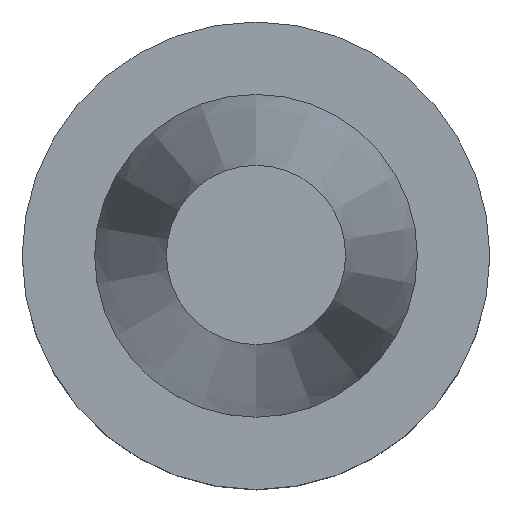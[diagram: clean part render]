
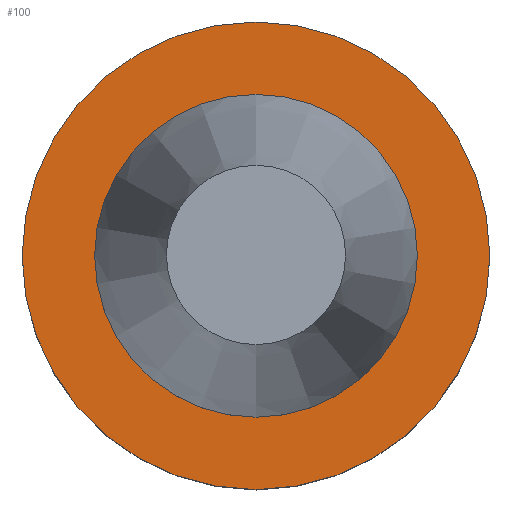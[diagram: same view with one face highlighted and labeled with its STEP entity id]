
A CAD part, top view. The second image highlights one B-rep face of the part: STEP entity #100.
In plain terms, the highlighted planar face has unit normal (0, 0, 1).
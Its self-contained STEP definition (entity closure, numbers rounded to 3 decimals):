
#72=EDGE_CURVE('Unnamed[1]',#178,#178,#179,.T.);
#79=EDGE_CURVE('Unnamed[1]',#189,#189,#190,.T.);
#100=ADVANCED_FACE('Unnamed[1]',(#219,#220),#221,.T.);
#178=VERTEX_POINT('',#318);
#179=CIRCLE('',#319,23.0);
#189=VERTEX_POINT('',#332);
#190=CIRCLE('',#333,15.875);
#219=FACE_OUTER_BOUND('',#369,.T.);
#220=FACE_BOUND('',#370,.T.);
#221=PLANE('',#371);
#318=CARTESIAN_POINT('',(0.,23.0,-1.));
#319=AXIS2_PLACEMENT_3D('',#469,#470,#471);
#332=CARTESIAN_POINT('',(0.,15.875,-1.));
#333=AXIS2_PLACEMENT_3D('',#481,#482,#483);
#369=EDGE_LOOP('',(#512));
#370=EDGE_LOOP('',(#513));
#371=AXIS2_PLACEMENT_3D('',#514,#515,#516);
#469=CARTESIAN_POINT('',(0.,0.,-1.0));
#470=DIRECTION('',(0.,0.,-1.0));
#471=DIRECTION('',(0.,1.0,0.));
#481=CARTESIAN_POINT('',(0.,0.,-1.0));
#482=DIRECTION('',(0.,0.,-1.0));
#483=DIRECTION('',(0.,1.0,0.));
#512=ORIENTED_EDGE('',*,*,#72,.F.);
#513=ORIENTED_EDGE('',*,*,#79,.T.);
#514=CARTESIAN_POINT('',(0.,19.438,-1.));
#515=DIRECTION('',(0.,0.,1.0));
#516=DIRECTION('',(0.,-1.0,0.));
